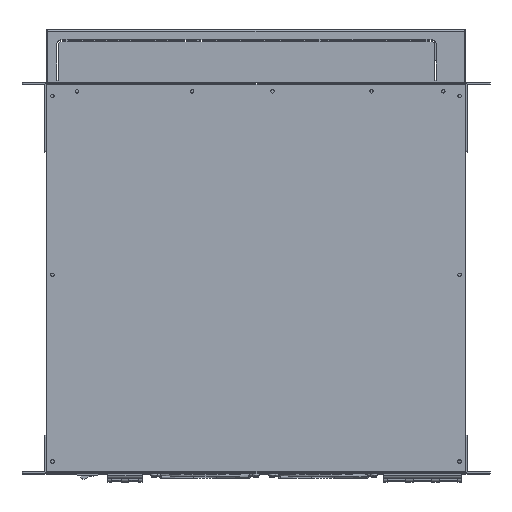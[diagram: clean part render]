
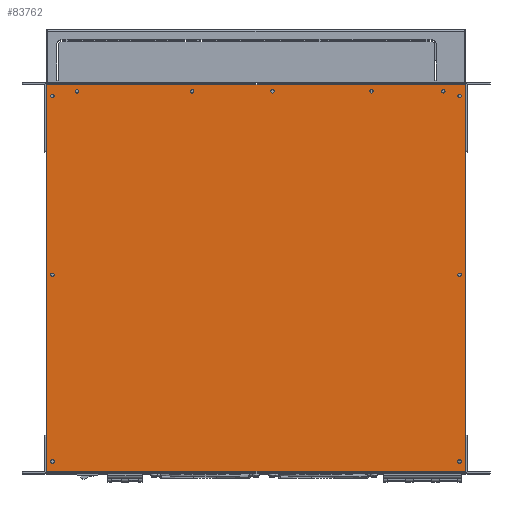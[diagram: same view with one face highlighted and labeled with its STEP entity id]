
A CAD part, top view. The second image highlights one B-rep face of the part: STEP entity #83762.
In plain terms, the highlighted planar face has unit normal (0, 0, 1).
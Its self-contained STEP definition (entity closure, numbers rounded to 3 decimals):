
#3352=FACE_BOUND('',#15977,.T.);
#3353=FACE_BOUND('',#15978,.T.);
#3354=FACE_BOUND('',#15979,.T.);
#3355=FACE_BOUND('',#15980,.T.);
#3356=FACE_BOUND('',#15981,.T.);
#3357=FACE_BOUND('',#15982,.T.);
#3358=FACE_BOUND('',#15983,.T.);
#3359=FACE_BOUND('',#15984,.T.);
#3360=FACE_BOUND('',#15985,.T.);
#3361=FACE_BOUND('',#15986,.T.);
#3362=FACE_BOUND('',#15987,.T.);
#6426=PLANE('',#97056);
#10702=FACE_OUTER_BOUND('',#15976,.T.);
#15976=EDGE_LOOP('',(#76853,#76854,#76855,#76856,#76857,#76858));
#15977=EDGE_LOOP('',(#76859));
#15978=EDGE_LOOP('',(#76860));
#15979=EDGE_LOOP('',(#76861));
#15980=EDGE_LOOP('',(#76862));
#15981=EDGE_LOOP('',(#76863));
#15982=EDGE_LOOP('',(#76864));
#15983=EDGE_LOOP('',(#76865));
#15984=EDGE_LOOP('',(#76866));
#15985=EDGE_LOOP('',(#76867));
#15986=EDGE_LOOP('',(#76868));
#15987=EDGE_LOOP('',(#76869));
#24236=LINE('',#144874,#33009);
#24240=LINE('',#144883,#33013);
#24282=LINE('',#145014,#33055);
#24284=LINE('',#145022,#33057);
#24286=LINE('',#145025,#33059);
#24287=LINE('',#145027,#33060);
#33009=VECTOR('',#118728,1.);
#33013=VECTOR('',#118736,1.);
#33055=VECTOR('',#118864,1.);
#33057=VECTOR('',#118874,1.);
#33059=VECTOR('',#118878,1.);
#33060=VECTOR('',#118881,1.);
#36521=CIRCLE('',#96989,1.75);
#36523=CIRCLE('',#96992,1.75);
#36525=CIRCLE('',#96995,1.75);
#36527=CIRCLE('',#96998,1.75);
#36529=CIRCLE('',#97001,1.75);
#36541=CIRCLE('',#97019,1.75);
#36542=CIRCLE('',#97021,1.75);
#36543=CIRCLE('',#97023,1.75);
#36544=CIRCLE('',#97025,1.75);
#36545=CIRCLE('',#97027,1.75);
#36546=CIRCLE('',#97029,1.75);
#43727=VERTEX_POINT('',#144837);
#43729=VERTEX_POINT('',#144843);
#43731=VERTEX_POINT('',#144849);
#43733=VERTEX_POINT('',#144855);
#43735=VERTEX_POINT('',#144861);
#43737=VERTEX_POINT('',#144867);
#43740=VERTEX_POINT('',#144872);
#43743=VERTEX_POINT('',#144882);
#43759=VERTEX_POINT('',#144920);
#43760=VERTEX_POINT('',#144924);
#43761=VERTEX_POINT('',#144928);
#43762=VERTEX_POINT('',#144932);
#43763=VERTEX_POINT('',#144936);
#43764=VERTEX_POINT('',#144940);
#43776=VERTEX_POINT('',#144971);
#43790=VERTEX_POINT('',#145016);
#43791=VERTEX_POINT('',#145021);
#54850=EDGE_CURVE('',#43727,#43727,#36521,.T.);
#54853=EDGE_CURVE('',#43729,#43729,#36523,.T.);
#54856=EDGE_CURVE('',#43731,#43731,#36525,.T.);
#54859=EDGE_CURVE('',#43733,#43733,#36527,.T.);
#54862=EDGE_CURVE('',#43735,#43735,#36529,.T.);
#54868=EDGE_CURVE('',#43740,#43737,#24236,.T.);
#54872=EDGE_CURVE('',#43743,#43737,#24240,.T.);
#54892=EDGE_CURVE('',#43759,#43759,#36541,.T.);
#54894=EDGE_CURVE('',#43760,#43760,#36542,.T.);
#54896=EDGE_CURVE('',#43761,#43761,#36543,.T.);
#54898=EDGE_CURVE('',#43762,#43762,#36544,.T.);
#54900=EDGE_CURVE('',#43763,#43763,#36545,.T.);
#54902=EDGE_CURVE('',#43764,#43764,#36546,.T.);
#54938=EDGE_CURVE('',#43743,#43776,#24282,.T.);
#54942=EDGE_CURVE('',#43790,#43791,#24284,.T.);
#54944=EDGE_CURVE('',#43776,#43790,#24286,.T.);
#54945=EDGE_CURVE('',#43740,#43791,#24287,.T.);
#76853=ORIENTED_EDGE('',*,*,#54868,.F.);
#76854=ORIENTED_EDGE('',*,*,#54945,.T.);
#76855=ORIENTED_EDGE('',*,*,#54942,.F.);
#76856=ORIENTED_EDGE('',*,*,#54944,.F.);
#76857=ORIENTED_EDGE('',*,*,#54938,.F.);
#76858=ORIENTED_EDGE('',*,*,#54872,.T.);
#76859=ORIENTED_EDGE('',*,*,#54850,.T.);
#76860=ORIENTED_EDGE('',*,*,#54853,.T.);
#76861=ORIENTED_EDGE('',*,*,#54856,.T.);
#76862=ORIENTED_EDGE('',*,*,#54859,.T.);
#76863=ORIENTED_EDGE('',*,*,#54862,.T.);
#76864=ORIENTED_EDGE('',*,*,#54892,.T.);
#76865=ORIENTED_EDGE('',*,*,#54894,.T.);
#76866=ORIENTED_EDGE('',*,*,#54896,.T.);
#76867=ORIENTED_EDGE('',*,*,#54898,.T.);
#76868=ORIENTED_EDGE('',*,*,#54900,.T.);
#76869=ORIENTED_EDGE('',*,*,#54902,.T.);
#83762=ADVANCED_FACE('',(#10702,#3352,#3353,#3354,#3355,#3356,#3357,#3358,
#3359,#3360,#3361,#3362),#6426,.T.);
#96989=AXIS2_PLACEMENT_3D('',#144838,#118688,#118689);
#96992=AXIS2_PLACEMENT_3D('',#144844,#118695,#118696);
#96995=AXIS2_PLACEMENT_3D('',#144850,#118702,#118703);
#96998=AXIS2_PLACEMENT_3D('',#144856,#118709,#118710);
#97001=AXIS2_PLACEMENT_3D('',#144862,#118716,#118717);
#97019=AXIS2_PLACEMENT_3D('',#144922,#118770,#118771);
#97021=AXIS2_PLACEMENT_3D('',#144926,#118775,#118776);
#97023=AXIS2_PLACEMENT_3D('',#144930,#118780,#118781);
#97025=AXIS2_PLACEMENT_3D('',#144934,#118785,#118786);
#97027=AXIS2_PLACEMENT_3D('',#144938,#118790,#118791);
#97029=AXIS2_PLACEMENT_3D('',#144942,#118795,#118796);
#97056=AXIS2_PLACEMENT_3D('',#145026,#118879,#118880);
#118688=DIRECTION('center_axis',(0.,0.,-1.));
#118689=DIRECTION('ref_axis',(1.,0.,0.));
#118695=DIRECTION('center_axis',(0.,0.,-1.));
#118696=DIRECTION('ref_axis',(1.,0.,0.));
#118702=DIRECTION('center_axis',(0.,0.,-1.));
#118703=DIRECTION('ref_axis',(1.,0.,0.));
#118709=DIRECTION('center_axis',(0.,0.,-1.));
#118710=DIRECTION('ref_axis',(1.,0.,0.));
#118716=DIRECTION('center_axis',(0.,0.,-1.));
#118717=DIRECTION('ref_axis',(1.,0.,0.));
#118728=DIRECTION('',(1.,0.,0.));
#118736=DIRECTION('',(0.,1.,0.));
#118770=DIRECTION('center_axis',(0.,0.,-1.));
#118771=DIRECTION('ref_axis',(1.,0.,0.));
#118775=DIRECTION('center_axis',(0.,0.,-1.));
#118776=DIRECTION('ref_axis',(1.,0.,0.));
#118780=DIRECTION('center_axis',(0.,0.,-1.));
#118781=DIRECTION('ref_axis',(1.,0.,0.));
#118785=DIRECTION('center_axis',(0.,0.,-1.));
#118786=DIRECTION('ref_axis',(1.,0.,0.));
#118790=DIRECTION('center_axis',(0.,0.,-1.));
#118791=DIRECTION('ref_axis',(1.,0.,0.));
#118795=DIRECTION('center_axis',(0.,0.,-1.));
#118796=DIRECTION('ref_axis',(1.,0.,0.));
#118864=DIRECTION('',(-1.,0.,0.));
#118874=DIRECTION('',(-1.,0.,0.));
#118878=DIRECTION('',(-1.,0.,0.));
#118879=DIRECTION('center_axis',(0.,0.,1.));
#118880=DIRECTION('ref_axis',(1.,0.,0.));
#118881=DIRECTION('',(0.,-1.,0.));
#144837=CARTESIAN_POINT('',(480.416,600.937,330.));
#144838=CARTESIAN_POINT('Origin',(482.166,600.937,330.));
#144843=CARTESIAN_POINT('',(295.541,600.937,330.));
#144844=CARTESIAN_POINT('Origin',(297.291,600.937,330.));
#144849=CARTESIAN_POINT('',(176.641,600.937,330.));
#144850=CARTESIAN_POINT('Origin',(178.391,600.937,330.));
#144855=CARTESIAN_POINT('',(378.291,600.937,330.));
#144856=CARTESIAN_POINT('Origin',(380.041,600.937,330.));
#144861=CARTESIAN_POINT('',(554.541,600.937,330.));
#144862=CARTESIAN_POINT('Origin',(556.291,600.937,330.));
#144867=CARTESIAN_POINT('',(579.041,607.612,330.));
#144872=CARTESIAN_POINT('',(147.041,607.612,330.));
#144874=CARTESIAN_POINT('',(147.041,607.612,330.));
#144882=CARTESIAN_POINT('',(579.041,209.312,330.));
#144883=CARTESIAN_POINT('',(579.041,607.962,330.));
#144920=CARTESIAN_POINT('',(571.216,411.812,330.));
#144922=CARTESIAN_POINT('Origin',(572.966,411.812,330.));
#144924=CARTESIAN_POINT('',(151.371,219.312,330.));
#144926=CARTESIAN_POINT('Origin',(153.121,219.312,330.));
#144928=CARTESIAN_POINT('',(151.371,596.112,330.));
#144930=CARTESIAN_POINT('Origin',(153.121,596.112,330.));
#144932=CARTESIAN_POINT('',(151.371,411.812,330.));
#144934=CARTESIAN_POINT('Origin',(153.121,411.812,330.));
#144936=CARTESIAN_POINT('',(571.216,596.112,330.));
#144938=CARTESIAN_POINT('Origin',(572.966,596.112,330.));
#144940=CARTESIAN_POINT('',(571.216,219.312,330.));
#144942=CARTESIAN_POINT('Origin',(572.966,219.312,330.));
#144971=CARTESIAN_POINT('',(567.691,209.312,330.));
#145014=CARTESIAN_POINT('',(363.041,209.312,330.));
#145016=CARTESIAN_POINT('',(158.391,209.312,330.));
#145021=CARTESIAN_POINT('',(147.041,209.312,330.));
#145022=CARTESIAN_POINT('',(363.041,209.312,330.));
#145025=CARTESIAN_POINT('',(363.041,209.312,330.));
#145026=CARTESIAN_POINT('Origin',(147.041,606.962,330.));
#145027=CARTESIAN_POINT('',(147.041,607.962,330.));
